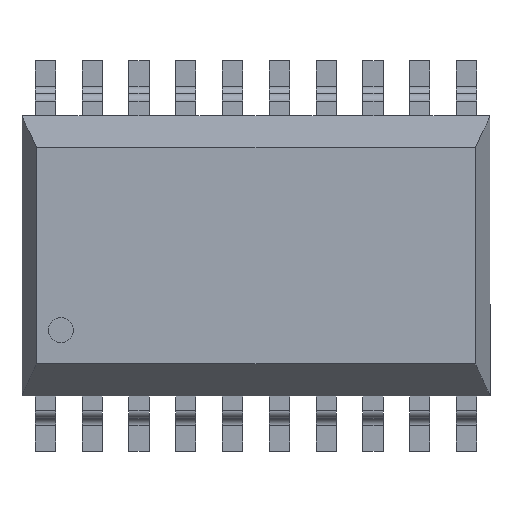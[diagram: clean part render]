
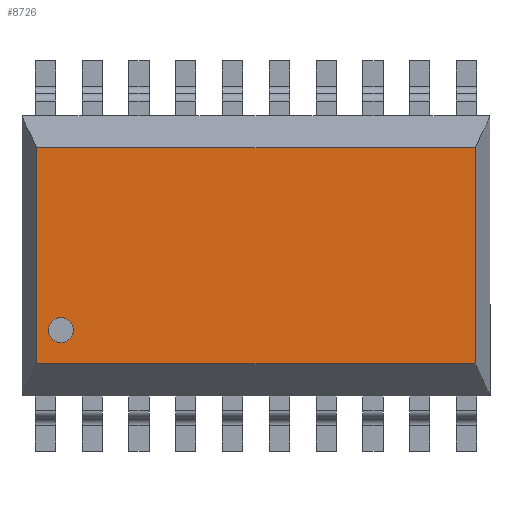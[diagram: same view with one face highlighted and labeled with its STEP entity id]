
A CAD part, top view. The second image highlights one B-rep face of the part: STEP entity #8726.
In plain terms, the highlighted planar face has unit normal (0, 0, 1).
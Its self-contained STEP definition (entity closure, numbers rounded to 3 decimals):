
#1352 = FACE_BOUND ( 'NONE', #7686, .T. ) ;
#1353 = FACE_OUTER_BOUND ( 'NONE', #7690, .T. ) ;
#2196 = PLANE ( 'NONE',  #5852 ) ;
#2197 = CARTESIAN_POINT ( 'NONE',  ( 6.029, -8.575, 2.7 ) ) ;
#2198 = DIRECTION ( 'NONE',  ( 0., 0., 1. ) ) ;
#2199 = DIRECTION ( 'NONE',  ( 1., 0., 0. ) ) ;
#2695 = CARTESIAN_POINT ( 'NONE',  ( 0.402, 0.866, 2.7 ) ) ;
#2696 = DIRECTION ( 'NONE',  ( 0., -1., 0. ) ) ;
#2697 = CARTESIAN_POINT ( 'NONE',  ( 1.056, 1.783, 2.7 ) ) ;
#2698 = DIRECTION ( 'NONE',  ( 0., 0., 1. ) ) ;
#2699 = DIRECTION ( 'NONE',  ( 1., 0., 0. ) ) ;
#2726 = CARTESIAN_POINT ( 'NONE',  ( 0., 6.734, 2.7 ) ) ;
#2727 = DIRECTION ( 'NONE',  ( -1., 0., 0. ) ) ;
#2734 = CARTESIAN_POINT ( 'NONE',  ( 12.7, 0.866, 2.7 ) ) ;
#2735 = DIRECTION ( 'NONE',  ( 1., 0., 0. ) ) ;
#2808 = CARTESIAN_POINT ( 'NONE',  ( 12.298, 6.734, 2.7 ) ) ;
#2809 = DIRECTION ( 'NONE',  ( 0., 1., 0. ) ) ;
#3166 = CARTESIAN_POINT ( 'NONE',  ( 0.719, 1.783, 2.7 ) ) ;
#3729 = CARTESIAN_POINT ( 'NONE',  ( 0.402, 6.734, 2.7 ) ) ;
#3730 = CARTESIAN_POINT ( 'NONE',  ( 12.298, 0.866, 2.7 ) ) ;
#3840 = CARTESIAN_POINT ( 'NONE',  ( 0.402, 0.866, 2.7 ) ) ;
#3844 = CARTESIAN_POINT ( 'NONE',  ( 12.298, 6.734, 2.7 ) ) ;
#3891 = CARTESIAN_POINT ( 'NONE',  ( 1.394, 1.783, 2.7 ) ) ;
#4145 = EDGE_CURVE ( 'NONE', #6462, #7067, #8148, .T. ) ;
#5007 = DIRECTION ( 'NONE',  ( 1., 0., 0. ) ) ;
#5008 = DIRECTION ( 'NONE',  ( 0., 0., 1. ) ) ;
#5009 = CARTESIAN_POINT ( 'NONE',  ( 1.056, 1.783, 2.7 ) ) ;
#5852 = AXIS2_PLACEMENT_3D ( 'NONE', #2197, #2198, #2199 ) ;
#6000 = CIRCLE ( 'NONE', #6002, 0.338 ) ;
#6001 = VECTOR ( 'NONE', #2696, 1000. ) ;
#6002 = AXIS2_PLACEMENT_3D ( 'NONE', #2697, #2698, #2699 ) ;
#6016 = VECTOR ( 'NONE', #2727, 1000. ) ;
#6020 = VECTOR ( 'NONE', #2735, 1000. ) ;
#6057 = VECTOR ( 'NONE', #2809, 1000. ) ;
#6462 = VERTEX_POINT ( 'NONE', #3166 ) ;
#6905 = VERTEX_POINT ( 'NONE', #3729 ) ;
#6906 = VERTEX_POINT ( 'NONE', #3730 ) ;
#7016 = VERTEX_POINT ( 'NONE', #3840 ) ;
#7020 = VERTEX_POINT ( 'NONE', #3844 ) ;
#7067 = VERTEX_POINT ( 'NONE', #3891 ) ;
#7686 = EDGE_LOOP ( 'NONE', ( #7766, #7784 ) ) ;
#7690 = EDGE_LOOP ( 'NONE', ( #7781, #7762, #7783, #7751 ) ) ;
#7751 = ORIENTED_EDGE ( 'NONE', *, *, #8884, .T. ) ;
#7762 = ORIENTED_EDGE ( 'NONE', *, *, #8828, .T. ) ;
#7766 = ORIENTED_EDGE ( 'NONE', *, *, #8829, .F. ) ;
#7781 = ORIENTED_EDGE ( 'NONE', *, *, #8843, .T. ) ;
#7783 = ORIENTED_EDGE ( 'NONE', *, *, #8847, .T. ) ;
#7784 = ORIENTED_EDGE ( 'NONE', *, *, #4145, .F. ) ;
#8148 = CIRCLE ( 'NONE', #8149, 0.338 ) ;
#8149 = AXIS2_PLACEMENT_3D ( 'NONE', #5009, #5008, #5007 ) ;
#8726 = ADVANCED_FACE ( 'NONE', ( #1352, #1353 ), #2196, .T. ) ;
#8828 = EDGE_CURVE ( 'NONE', #6905, #7016, #8929, .T. ) ;
#8829 = EDGE_CURVE ( 'NONE', #7067, #6462, #6000, .T. ) ;
#8843 = EDGE_CURVE ( 'NONE', #7020, #6905, #8943, .T. ) ;
#8847 = EDGE_CURVE ( 'NONE', #7016, #6906, #8947, .T. ) ;
#8884 = EDGE_CURVE ( 'NONE', #6906, #7020, #8984, .T. ) ;
#8929 = LINE ( 'NONE', #2695, #6001 ) ;
#8943 = LINE ( 'NONE', #2726, #6016 ) ;
#8947 = LINE ( 'NONE', #2734, #6020 ) ;
#8984 = LINE ( 'NONE', #2808, #6057 ) ;
